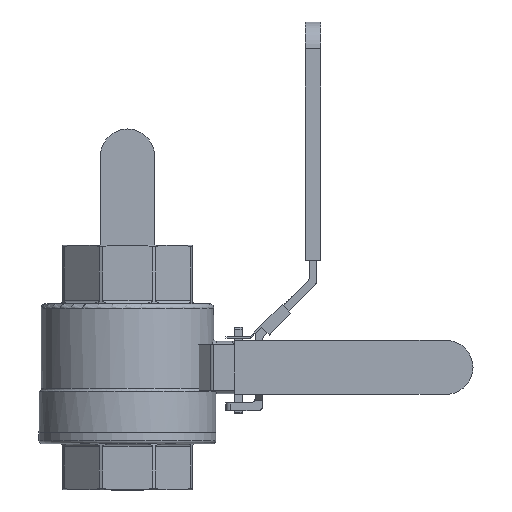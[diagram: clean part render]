
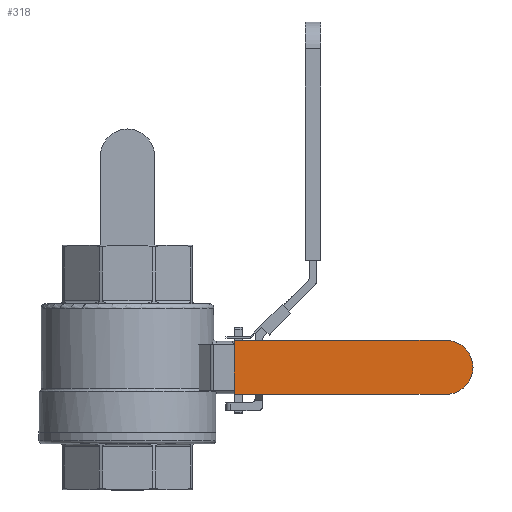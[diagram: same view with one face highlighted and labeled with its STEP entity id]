
A CAD part, top view. The second image highlights one B-rep face of the part: STEP entity #318.
In plain terms, the highlighted planar face has unit normal (0, 0, 1).
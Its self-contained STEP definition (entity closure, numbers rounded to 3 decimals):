
#318 = ADVANCED_FACE( '', ( #870 ), #871, .F. );
#870 = FACE_OUTER_BOUND( '', #1705, .T. );
#871 = PLANE( '', #1706 );
#1705 = EDGE_LOOP( '', ( #2870, #2871, #2872, #2873 ) );
#1706 = AXIS2_PLACEMENT_3D( '', #2874, #2875, #2876 );
#2870 = ORIENTED_EDGE( '', *, *, #5172, .T. );
#2871 = ORIENTED_EDGE( '', *, *, #5173, .T. );
#2872 = ORIENTED_EDGE( '', *, *, #5174, .T. );
#2873 = ORIENTED_EDGE( '', *, *, #5175, .F. );
#2874 = CARTESIAN_POINT( '', ( -17.5, 155., 5. ) );
#2875 = DIRECTION( '', ( 0., 0., -1. ) );
#2876 = DIRECTION( '', ( -1., 0., 0. ) );
#5172 = EDGE_CURVE( '', #6090, #6091, #6092, .F. );
#5173 = EDGE_CURVE( '', #6091, #6093, #6094, .T. );
#5174 = EDGE_CURVE( '', #6093, #6095, #6096, .T. );
#5175 = EDGE_CURVE( '', #6090, #6095, #6097, .T. );
#6090 = VERTEX_POINT( '', #7481 );
#6091 = VERTEX_POINT( '', #7482 );
#6092 = CIRCLE( '', #7483, 17.5 );
#6093 = VERTEX_POINT( '', #7484 );
#6094 = LINE( '', #7485, #7486 );
#6095 = VERTEX_POINT( '', #7487 );
#6096 = LINE( '', #7488, #7489 );
#6097 = LINE( '', #7490, #7491 );
#7481 = CARTESIAN_POINT( '', ( 17.5, 137.5, 5. ) );
#7482 = CARTESIAN_POINT( '', ( -17.5, 137.5, 5. ) );
#7483 = AXIS2_PLACEMENT_3D( '', #10533, #10534, #10535 );
#7484 = CARTESIAN_POINT( '', ( -17.5, 0., 5. ) );
#7485 = CARTESIAN_POINT( '', ( -17.5, 155., 5. ) );
#7486 = VECTOR( '', #10536, 1000. );
#7487 = CARTESIAN_POINT( '', ( 17.5, 0., 5. ) );
#7488 = CARTESIAN_POINT( '', ( -17.5, 0., 5. ) );
#7489 = VECTOR( '', #10537, 1000. );
#7490 = CARTESIAN_POINT( '', ( 17.5, 155., 5. ) );
#7491 = VECTOR( '', #10538, 1000. );
#10533 = CARTESIAN_POINT( '', ( 0., 137.5, 5. ) );
#10534 = DIRECTION( '', ( 0., 0., -1. ) );
#10535 = DIRECTION( '', ( -1., 0., 0. ) );
#10536 = DIRECTION( '', ( 0., -1., 0. ) );
#10537 = DIRECTION( '', ( 1., 0., 0. ) );
#10538 = DIRECTION( '', ( 0., -1., 0. ) );
